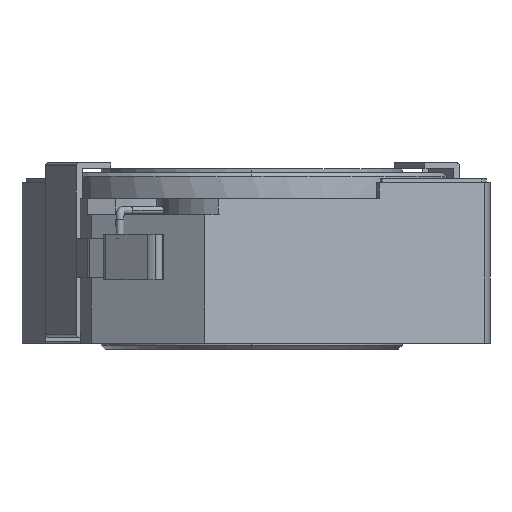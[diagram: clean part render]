
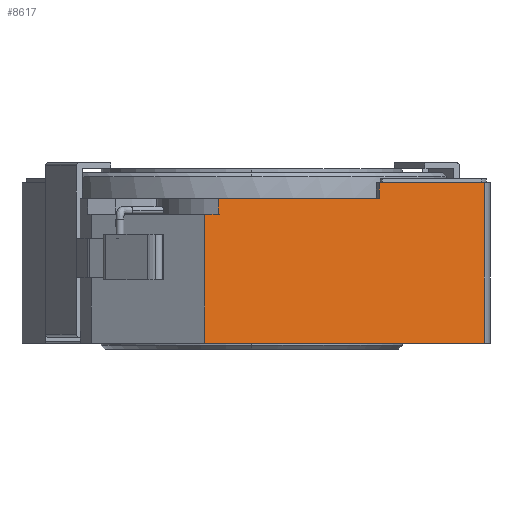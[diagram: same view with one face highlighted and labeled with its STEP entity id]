
A CAD part, left-side view. The second image highlights one B-rep face of the part: STEP entity #8617.
In plain terms, the highlighted planar face has unit normal (-0.966, -0.259, 0).
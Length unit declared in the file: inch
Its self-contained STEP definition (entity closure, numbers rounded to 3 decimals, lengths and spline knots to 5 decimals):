
#69 = VECTOR ( 'NONE', #6104, 39.37008 ) ;
#165 = EDGE_CURVE ( 'NONE', #1726, #13865, #10518, .T. ) ;
#263 = VERTEX_POINT ( 'NONE', #11661 ) ;
#322 = DIRECTION ( 'NONE',  ( 0., 0., 1. ) ) ;
#351 = VERTEX_POINT ( 'NONE', #3503 ) ;
#549 = EDGE_CURVE ( 'NONE', #12329, #13865, #13564, .T. ) ;
#861 = VERTEX_POINT ( 'NONE', #13124 ) ;
#869 = CARTESIAN_POINT ( 'NONE',  ( -0.21286, 0.04904, 0. ) ) ;
#901 = VECTOR ( 'NONE', #9310, 39.37008 ) ;
#1111 = CARTESIAN_POINT ( 'NONE',  ( -0.21239, 0.04728, -0.16339 ) ) ;
#1444 = VERTEX_POINT ( 'NONE', #7204 ) ;
#1536 = CARTESIAN_POINT ( 'NONE',  ( -0.20889, 0.03423, -0.03543 ) ) ;
#1726 = VERTEX_POINT ( 'NONE', #1536 ) ;
#1777 = CARTESIAN_POINT ( 'NONE',  ( -0.16596, -0.12599, -0.00394 ) ) ;
#1941 = LINE ( 'NONE', #13761, #69 ) ;
#2168 = DIRECTION ( 'NONE',  ( 0.259, -0.966, 0. ) ) ;
#2211 = DIRECTION ( 'NONE',  ( 0., 0., 1. ) ) ;
#2525 = CARTESIAN_POINT ( 'NONE',  ( -0.21239, 0.04728, -0.08366 ) ) ;
#2724 = LINE ( 'NONE', #4047, #9084 ) ;
#2921 = PLANE ( 'NONE',  #6676 ) ;
#3226 = CARTESIAN_POINT ( 'NONE',  ( -0.17412, -0.09552, -0.00394 ) ) ;
#3271 = LINE ( 'NONE', #7571, #10259 ) ;
#3503 = CARTESIAN_POINT ( 'NONE',  ( -0.13813, -0.22987, -0.16339 ) ) ;
#3550 = LINE ( 'NONE', #9197, #6000 ) ;
#4047 = CARTESIAN_POINT ( 'NONE',  ( -0.18634, -0.04993, -0.16339 ) ) ;
#4128 = VECTOR ( 'NONE', #13668, 39.37008 ) ;
#4375 = ORIENTED_EDGE ( 'NONE', *, *, #11273, .F. ) ;
#4419 = ORIENTED_EDGE ( 'NONE', *, *, #8067, .F. ) ;
#5936 = DIRECTION ( 'NONE',  ( 0.259, -0.966, 0. ) ) ;
#5955 = ORIENTED_EDGE ( 'NONE', *, *, #165, .T. ) ;
#6000 = VECTOR ( 'NONE', #13457, 39.37008 ) ;
#6104 = DIRECTION ( 'NONE',  ( 0., 0., 1. ) ) ;
#6207 = EDGE_CURVE ( 'NONE', #861, #263, #7215, .T. ) ;
#6282 = CARTESIAN_POINT ( 'NONE',  ( -0.18634, -0.04993, -0.03543 ) ) ;
#6676 = AXIS2_PLACEMENT_3D ( 'NONE', #869, #11478, #5936 ) ;
#7204 = CARTESIAN_POINT ( 'NONE',  ( -0.13813, -0.22987, -0.00394 ) ) ;
#7215 = LINE ( 'NONE', #13077, #4128 ) ;
#7316 = EDGE_CURVE ( 'NONE', #351, #12329, #2724, .T. ) ;
#7385 = EDGE_CURVE ( 'NONE', #1726, #263, #1941, .T. ) ;
#7571 = CARTESIAN_POINT ( 'NONE',  ( -0.16596, -0.12599, -0.1362 ) ) ;
#8067 = EDGE_CURVE ( 'NONE', #10411, #1444, #8724, .T. ) ;
#8563 = ORIENTED_EDGE ( 'NONE', *, *, #6207, .T. ) ;
#8617 = ADVANCED_FACE ( 'NONE', ( #10336 ), #2921, .F. ) ;
#8724 = LINE ( 'NONE', #3226, #10285 ) ;
#8740 = VECTOR ( 'NONE', #322, 39.37008 ) ;
#9084 = VECTOR ( 'NONE', #13551, 39.37008 ) ;
#9197 = CARTESIAN_POINT ( 'NONE',  ( -0.13813, -0.22987, -0.1362 ) ) ;
#9310 = DIRECTION ( 'NONE',  ( -0.259, 0.966, 0. ) ) ;
#9320 = ORIENTED_EDGE ( 'NONE', *, *, #549, .F. ) ;
#9422 = ORIENTED_EDGE ( 'NONE', *, *, #10137, .F. ) ;
#9830 = ORIENTED_EDGE ( 'NONE', *, *, #7316, .F. ) ;
#10137 = EDGE_CURVE ( 'NONE', #861, #10411, #3271, .T. ) ;
#10193 = CARTESIAN_POINT ( 'NONE',  ( -0.21239, 0.04728, -0.03543 ) ) ;
#10259 = VECTOR ( 'NONE', #2211, 39.37008 ) ;
#10285 = VECTOR ( 'NONE', #2168, 39.37008 ) ;
#10336 = FACE_OUTER_BOUND ( 'NONE', #11948, .T. ) ;
#10411 = VERTEX_POINT ( 'NONE', #1777 ) ;
#10518 = LINE ( 'NONE', #6282, #901 ) ;
#10922 = ORIENTED_EDGE ( 'NONE', *, *, #7385, .F. ) ;
#11273 = EDGE_CURVE ( 'NONE', #1444, #351, #3550, .T. ) ;
#11478 = DIRECTION ( 'NONE',  ( 0.966, 0.259, 0. ) ) ;
#11661 = CARTESIAN_POINT ( 'NONE',  ( -0.20889, 0.03423, -0.01969 ) ) ;
#11948 = EDGE_LOOP ( 'NONE', ( #4375, #4419, #9422, #8563, #10922, #5955, #9320, #9830 ) ) ;
#12329 = VERTEX_POINT ( 'NONE', #1111 ) ;
#13077 = CARTESIAN_POINT ( 'NONE',  ( -0.1701, -0.11053, -0.01969 ) ) ;
#13124 = CARTESIAN_POINT ( 'NONE',  ( -0.16596, -0.12599, -0.01969 ) ) ;
#13457 = DIRECTION ( 'NONE',  ( 0., 0., -1. ) ) ;
#13551 = DIRECTION ( 'NONE',  ( -0.259, 0.966, 0. ) ) ;
#13564 = LINE ( 'NONE', #2525, #8740 ) ;
#13668 = DIRECTION ( 'NONE',  ( -0.259, 0.966, 0. ) ) ;
#13761 = CARTESIAN_POINT ( 'NONE',  ( -0.20889, 0.03423, -0.1362 ) ) ;
#13865 = VERTEX_POINT ( 'NONE', #10193 ) ;
